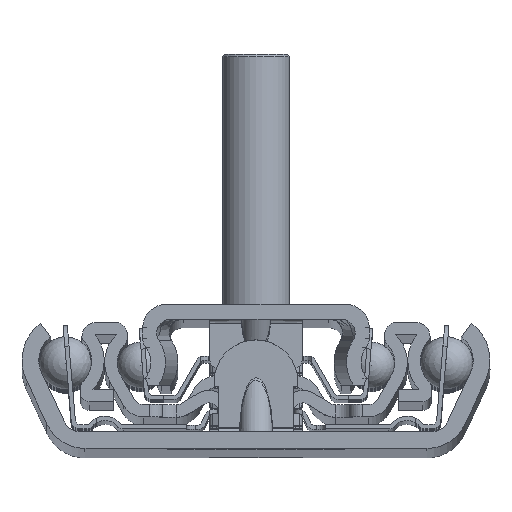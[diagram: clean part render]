
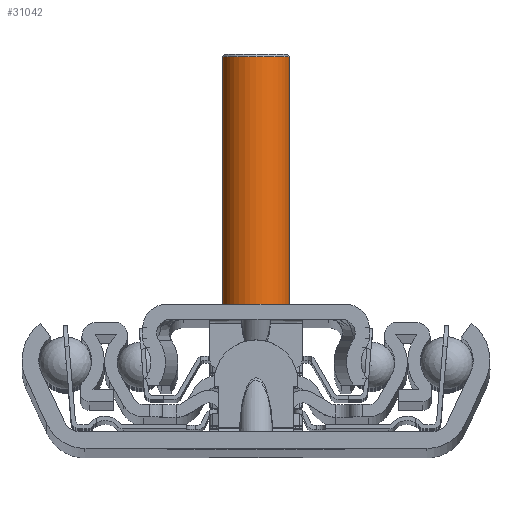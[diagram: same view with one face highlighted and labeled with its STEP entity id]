
A CAD part, top view. The second image highlights one B-rep face of the part: STEP entity #31042.
In plain terms, the highlighted cylindrical face has radius 4 mm (diameter 8 mm), a full revolution.
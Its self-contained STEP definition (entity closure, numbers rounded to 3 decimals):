
#7785=FACE_BOUND('',#11324,.T.);
#9421=FACE_OUTER_BOUND('',#11323,.T.);
#11323=EDGE_LOOP('',(#28673));
#11324=EDGE_LOOP('',(#28674));
#14505=VERTEX_POINT('',#57415);
#14507=VERTEX_POINT('',#57420);
#19229=EDGE_CURVE('',#14505,#14505,#32797,.T.);
#19231=EDGE_CURVE('',#14507,#14507,#32799,.T.);
#28673=ORIENTED_EDGE('',*,*,#19231,.F.);
#28674=ORIENTED_EDGE('',*,*,#19229,.T.);
#29408=CYLINDRICAL_SURFACE('',#36818,4.);
#31042=ADVANCED_FACE('',(#9421,#7785),#29408,.T.);
#32797=CIRCLE('',#36816,4.);
#32799=CIRCLE('',#36819,4.);
#36816=AXIS2_PLACEMENT_3D('',#57416,#46717,#46718);
#36818=AXIS2_PLACEMENT_3D('',#57419,#46721,#46722);
#36819=AXIS2_PLACEMENT_3D('',#57421,#46723,#46724);
#46717=DIRECTION('center_axis',(0.,-1.,0.));
#46718=DIRECTION('ref_axis',(1.,0.,0.));
#46721=DIRECTION('center_axis',(0.,-1.,0.));
#46722=DIRECTION('ref_axis',(1.,0.,0.));
#46723=DIRECTION('center_axis',(0.,-1.,0.));
#46724=DIRECTION('ref_axis',(1.,0.,0.));
#57415=CARTESIAN_POINT('',(4.,-0.3,0.));
#57416=CARTESIAN_POINT('Origin',(0.,-0.3,
0.));
#57419=CARTESIAN_POINT('Origin',(0.,-15.15,0.));
#57420=CARTESIAN_POINT('',(4.,-30.,0.));
#57421=CARTESIAN_POINT('Origin',(0.,-30.,0.));
